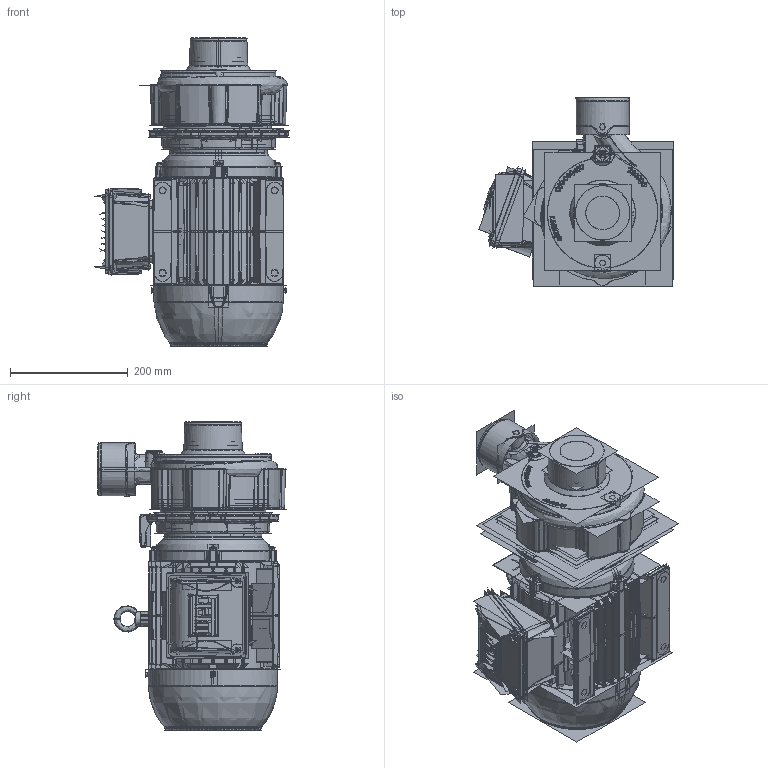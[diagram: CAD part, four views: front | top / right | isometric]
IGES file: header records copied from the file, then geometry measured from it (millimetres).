
Start section:  PTC IGES file: 87239941-00_asm.igs
Global section: file name: 87239941-00_asm.igs; native system: Creo Parametric by PTC Inc.; preprocessor: 2019224; author: santl04; organization: Unknown; date: 20210713.141904; units: millimetre
Bounding box: 329.58 x 321.84 x 522.65 mm (x, y, z)
Surface area: 32014659.8 mm2
Topology: 9 solids, 19 shells, 9618 faces, 51374 edges, 66378 vertices
Faces by surface type: bspline 7938, revolution 1678, extrusion 2
